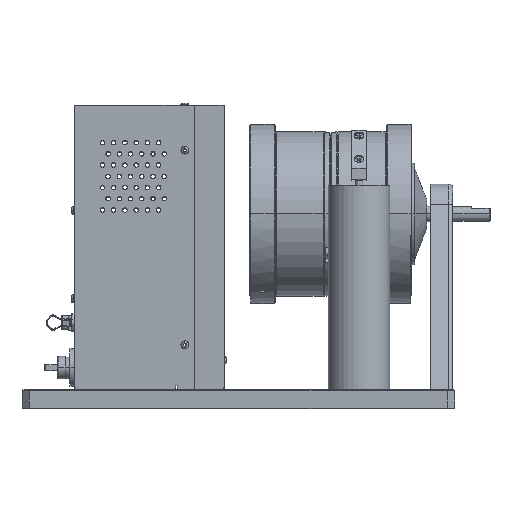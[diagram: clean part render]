
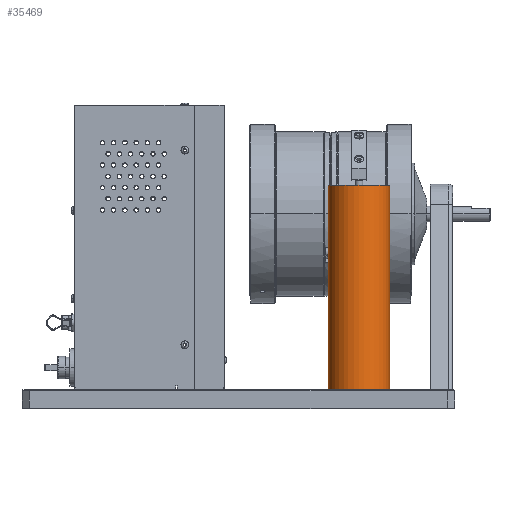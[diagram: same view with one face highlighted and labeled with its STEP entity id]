
A CAD part, top view. The second image highlights one B-rep face of the part: STEP entity #35469.
In plain terms, the highlighted cylindrical face has radius 26.187 mm (diameter 52.375 mm), a partial arc.
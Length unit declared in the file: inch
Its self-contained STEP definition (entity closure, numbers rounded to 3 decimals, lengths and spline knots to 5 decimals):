
#592 = LINE ( 'NONE', #22747, #15104 ) ;
#1383 = DIRECTION ( 'NONE',  ( 1., 0., 0. ) ) ;
#1487 = CARTESIAN_POINT ( 'NONE',  ( 10.224, 0.63, 3.82 ) ) ;
#1611 = CARTESIAN_POINT ( 'NONE',  ( 10.224, 7.452, 3.82 ) ) ;
#2442 = AXIS2_PLACEMENT_3D ( 'NONE', #19255, #56551, #24679 ) ;
#15104 = VECTOR ( 'NONE', #17275, 39.37008 ) ;
#15708 = ORIENTED_EDGE ( 'NONE', *, *, #39376, .T. ) ;
#16985 = EDGE_CURVE ( 'NONE', #59995, #64672, #34882, .T. ) ;
#17275 = DIRECTION ( 'NONE',  ( 0., -1., 0. ) ) ;
#18570 = CARTESIAN_POINT ( 'NONE',  ( 11.255, 0.0108, 3.82 ) ) ;
#18800 = DIRECTION ( 'NONE',  ( 1., 0., 0. ) ) ;
#19255 = CARTESIAN_POINT ( 'NONE',  ( 11.255, 0.63, 3.82 ) ) ;
#19917 = EDGE_CURVE ( 'NONE', #22403, #23300, #592, .T. ) ;
#20198 = CIRCLE ( 'NONE', #2442, 1.031 ) ;
#22403 = VERTEX_POINT ( 'NONE', #1611 ) ;
#22747 = CARTESIAN_POINT ( 'NONE',  ( 10.224, 0.0108, 3.82 ) ) ;
#23300 = VERTEX_POINT ( 'NONE', #1487 ) ;
#24357 = EDGE_LOOP ( 'NONE', ( #15708, #54874, #67791, #63423 ) ) ;
#24679 = DIRECTION ( 'NONE',  ( -1., 0., 0. ) ) ;
#29402 = DIRECTION ( 'NONE',  ( 0., -1., 0. ) ) ;
#31225 = CIRCLE ( 'NONE', #57532, 1.031 ) ;
#32087 = CARTESIAN_POINT ( 'NONE',  ( 12.286, 7.452, 3.82 ) ) ;
#32208 = AXIS2_PLACEMENT_3D ( 'NONE', #18570, #29402, #18800 ) ;
#32485 = EDGE_CURVE ( 'NONE', #23300, #64672, #20198, .T. ) ;
#33489 = DIRECTION ( 'NONE',  ( 0., -1., 0. ) ) ;
#33717 = CARTESIAN_POINT ( 'NONE',  ( 12.286, 0.0108, 3.82 ) ) ;
#33790 = DIRECTION ( 'NONE',  ( 0., -1., 0. ) ) ;
#34882 = LINE ( 'NONE', #33717, #63183 ) ;
#35469 = ADVANCED_FACE ( 'NONE', ( #46263 ), #54967, .T. ) ;
#39376 = EDGE_CURVE ( 'NONE', #59995, #22403, #31225, .T. ) ;
#46263 = FACE_OUTER_BOUND ( 'NONE', #24357, .T. ) ;
#54874 = ORIENTED_EDGE ( 'NONE', *, *, #19917, .T. ) ;
#54967 = CYLINDRICAL_SURFACE ( 'NONE', #32208, 1.031 ) ;
#56551 = DIRECTION ( 'NONE',  ( 0., 1., 0. ) ) ;
#57532 = AXIS2_PLACEMENT_3D ( 'NONE', #65706, #33790, #1383 ) ;
#59995 = VERTEX_POINT ( 'NONE', #32087 ) ;
#60071 = CARTESIAN_POINT ( 'NONE',  ( 12.286, 0.63, 3.82 ) ) ;
#63183 = VECTOR ( 'NONE', #33489, 39.37008 ) ;
#63423 = ORIENTED_EDGE ( 'NONE', *, *, #16985, .F. ) ;
#64672 = VERTEX_POINT ( 'NONE', #60071 ) ;
#65706 = CARTESIAN_POINT ( 'NONE',  ( 11.255, 7.452, 3.82 ) ) ;
#67791 = ORIENTED_EDGE ( 'NONE', *, *, #32485, .T. ) ;
